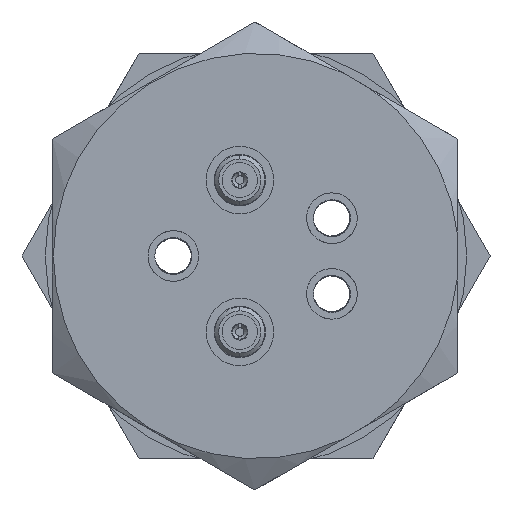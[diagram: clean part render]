
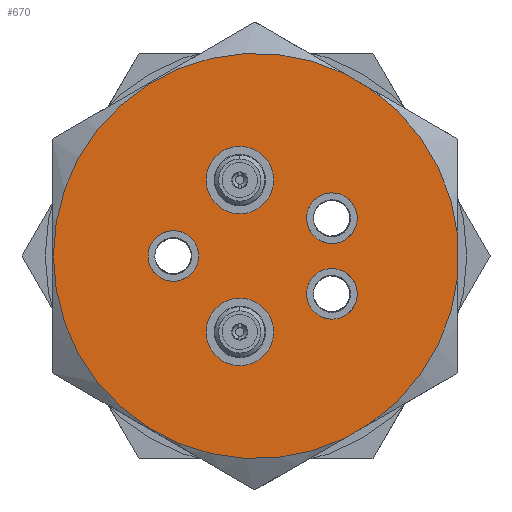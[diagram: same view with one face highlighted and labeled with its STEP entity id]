
A CAD part, left-side view. The second image highlights one B-rep face of the part: STEP entity #670.
In plain terms, the highlighted planar face has unit normal (-1, 0, 0).
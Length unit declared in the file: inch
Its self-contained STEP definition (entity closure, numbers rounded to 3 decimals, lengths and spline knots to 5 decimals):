
#273=LINE('',#4568,#395);
#275=LINE('',#4582,#397);
#276=LINE('',#4594,#398);
#395=VECTOR('',#3555,1.);
#397=VECTOR('',#3559,1.);
#398=VECTOR('',#3562,1.);
#531=PLANE('',#3151);
#670=ADVANCED_FACE('',(#1031,#1032,#1033,#1034,#1035,#1036),#531,.F.);
#939=B_SPLINE_CURVE_WITH_KNOTS('',3,(#4604,#4605,#4606,#4607,#4608,#4609,
#4610,#4611,#4612,#4613,#4614,#4615,#4616,#4617,#4618,#4619,#4620,#4621,
#4622),.UNSPECIFIED.,.T.,.F.,(1,1,2,1,1,1,1,1,1,1,1,1,1,1,1,1,1,1,2,1,1),
(-0.125,-0.0625,0.,0.0625,0.125,0.1875,0.25,0.3125,0.375,0.4375,0.5,0.5625,
0.625,0.6875,0.75,0.8125,0.875,0.9375,1.,1.0625,1.125),.UNSPECIFIED.);
#940=B_SPLINE_CURVE_WITH_KNOTS('',3,(#4624,#4625,#4626,#4627,#4628,#4629,
#4630,#4631,#4632,#4633,#4634,#4635,#4636,#4637,#4638,#4639,#4640,#4641,
#4642),.UNSPECIFIED.,.T.,.F.,(1,1,2,1,1,1,1,1,1,1,1,1,1,1,1,1,1,1,2,1,1),
(-0.125,-0.0625,0.,0.0625,0.125,0.1875,0.25,0.3125,0.375,0.4375,0.5,0.5625,
0.625,0.6875,0.75,0.8125,0.875,0.9375,1.,1.0625,1.125),.UNSPECIFIED.);
#941=B_SPLINE_CURVE_WITH_KNOTS('',3,(#4644,#4645,#4646,#4647,#4648,#4649,
#4650,#4651,#4652,#4653,#4654,#4655,#4656,#4657,#4658,#4659,#4660,#4661,
#4662),.UNSPECIFIED.,.T.,.F.,(1,1,2,1,1,1,1,1,1,1,1,1,1,1,1,1,1,1,2,1,1),
(-0.125,-0.0625,0.,0.0625,0.125,0.1875,0.25,0.3125,0.375,0.4375,0.5,0.5625,
0.625,0.6875,0.75,0.8125,0.875,0.9375,1.,1.0625,1.125),.UNSPECIFIED.);
#1031=FACE_BOUND('',#1163,.T.);
#1032=FACE_BOUND('',#1164,.T.);
#1033=FACE_BOUND('',#1165,.T.);
#1034=FACE_BOUND('',#1166,.T.);
#1035=FACE_BOUND('',#1167,.T.);
#1036=FACE_BOUND('',#1168,.T.);
#1163=EDGE_LOOP('',(#1469,#1470,#1471,#1472,#1473,#1474));
#1164=EDGE_LOOP('',(#1475));
#1165=EDGE_LOOP('',(#1476));
#1166=EDGE_LOOP('',(#1477));
#1167=EDGE_LOOP('',(#1478,#1479));
#1168=EDGE_LOOP('',(#1480,#1481));
#1469=ORIENTED_EDGE('',*,*,#2553,.T.);
#1470=ORIENTED_EDGE('',*,*,#2544,.F.);
#1471=ORIENTED_EDGE('',*,*,#2554,.T.);
#1472=ORIENTED_EDGE('',*,*,#2551,.F.);
#1473=ORIENTED_EDGE('',*,*,#2555,.T.);
#1474=ORIENTED_EDGE('',*,*,#2548,.F.);
#1475=ORIENTED_EDGE('',*,*,#2556,.T.);
#1476=ORIENTED_EDGE('',*,*,#2557,.T.);
#1477=ORIENTED_EDGE('',*,*,#2558,.T.);
#1478=ORIENTED_EDGE('',*,*,#2559,.T.);
#1479=ORIENTED_EDGE('',*,*,#2560,.T.);
#1480=ORIENTED_EDGE('',*,*,#2561,.T.);
#1481=ORIENTED_EDGE('',*,*,#2562,.T.);
#2270=VERTEX_POINT('',#4567);
#2271=VERTEX_POINT('',#4569);
#2273=VERTEX_POINT('',#4581);
#2274=VERTEX_POINT('',#4583);
#2275=VERTEX_POINT('',#4593);
#2276=VERTEX_POINT('',#4595);
#2277=VERTEX_POINT('',#4623);
#2278=VERTEX_POINT('',#4643);
#2279=VERTEX_POINT('',#4663);
#2280=VERTEX_POINT('',#4665);
#2281=VERTEX_POINT('',#4666);
#2282=VERTEX_POINT('',#4669);
#2283=VERTEX_POINT('',#4670);
#2544=EDGE_CURVE('',#2270,#2271,#273,.T.);
#2548=EDGE_CURVE('',#2273,#2274,#275,.T.);
#2551=EDGE_CURVE('',#2275,#2276,#276,.T.);
#2553=EDGE_CURVE('',#2273,#2271,#2943,.T.);
#2554=EDGE_CURVE('',#2270,#2276,#2944,.T.);
#2555=EDGE_CURVE('',#2275,#2274,#2945,.T.);
#2556=EDGE_CURVE('',#2277,#2277,#939,.T.);
#2557=EDGE_CURVE('',#2278,#2278,#940,.T.);
#2558=EDGE_CURVE('',#2279,#2279,#941,.T.);
#2559=EDGE_CURVE('',#2280,#2281,#2946,.T.);
#2560=EDGE_CURVE('',#2281,#2280,#2947,.T.);
#2561=EDGE_CURVE('',#2282,#2283,#2948,.T.);
#2562=EDGE_CURVE('',#2283,#2282,#2949,.T.);
#2943=CIRCLE('',#3144,0.75);
#2944=CIRCLE('',#3145,0.75);
#2945=CIRCLE('',#3146,0.75);
#2946=CIRCLE('',#3147,0.125);
#2947=CIRCLE('',#3148,0.125);
#2948=CIRCLE('',#3149,0.125);
#2949=CIRCLE('',#3150,0.125);
#3144=AXIS2_PLACEMENT_3D('',#4601,#3565,#3566);
#3145=AXIS2_PLACEMENT_3D('',#4602,#3567,#3568);
#3146=AXIS2_PLACEMENT_3D('',#4603,#3569,#3570);
#3147=AXIS2_PLACEMENT_3D('',#4664,#3571,#3572);
#3148=AXIS2_PLACEMENT_3D('',#4667,#3573,#3574);
#3149=AXIS2_PLACEMENT_3D('',#4668,#3575,#3576);
#3150=AXIS2_PLACEMENT_3D('',#4671,#3577,#3578);
#3151=AXIS2_PLACEMENT_3D('',#4672,#3579,#3580);
#3555=DIRECTION('',(0.,0.,-1.));
#3559=DIRECTION('',(0.,0.866,-0.5));
#3562=DIRECTION('',(0.,-0.866,-0.5));
#3565=DIRECTION('',(-1.,0.,0.));
#3566=DIRECTION('',(0.,0.,1.));
#3567=DIRECTION('',(-1.,0.,0.));
#3568=DIRECTION('',(0.,0.,1.));
#3569=DIRECTION('',(-1.,0.,0.));
#3570=DIRECTION('',(0.,0.,1.));
#3571=DIRECTION('',(1.,0.,0.));
#3572=DIRECTION('',(0.,0.,1.));
#3573=DIRECTION('',(1.,0.,0.));
#3574=DIRECTION('',(0.,0.,1.));
#3575=DIRECTION('',(1.,0.,0.));
#3576=DIRECTION('',(0.,0.,1.));
#3577=DIRECTION('',(1.,0.,0.));
#3578=DIRECTION('',(0.,0.,1.));
#3579=DIRECTION('',(1.,0.,0.));
#3580=DIRECTION('',(0.,0.,-1.));
#4567=CARTESIAN_POINT('',(-0.38,-0.74598,0.07757));
#4568=CARTESIAN_POINT('',(-0.38,-0.74598,0.433));
#4569=CARTESIAN_POINT('',(-0.38,-0.74598,-0.07757));
#4581=CARTESIAN_POINT('',(-0.38,-0.42165,-0.62025));
#4582=CARTESIAN_POINT('',(-0.38,-0.74598,-0.433));
#4583=CARTESIAN_POINT('',(-0.38,-0.32633,-0.67529));
#4593=CARTESIAN_POINT('',(-0.38,-0.32633,0.67529));
#4594=CARTESIAN_POINT('',(-0.38,0.004,0.866));
#4595=CARTESIAN_POINT('',(-0.38,-0.42165,0.62025));
#4601=CARTESIAN_POINT('',(-0.38,0.,0.));
#4602=CARTESIAN_POINT('',(-0.38,0.,0.));
#4603=CARTESIAN_POINT('',(-0.38,0.,0.));
#4604=CARTESIAN_POINT('',(-0.38,-0.18747,-0.15014));
#4605=CARTESIAN_POINT('',(-0.38,-0.18745,-0.12985));
#4606=CARTESIAN_POINT('',(-0.38,-0.19084,-0.10761));
#4607=CARTESIAN_POINT('',(-0.38,-0.21081,-0.07388));
#4608=CARTESIAN_POINT('',(-0.38,-0.24545,-0.05025));
#4609=CARTESIAN_POINT('',(-0.38,-0.28552,-0.04401));
#4610=CARTESIAN_POINT('',(-0.38,-0.32003,-0.05313));
#4611=CARTESIAN_POINT('',(-0.38,-0.34536,-0.06953));
#4612=CARTESIAN_POINT('',(-0.38,-0.36837,-0.09963));
#4613=CARTESIAN_POINT('',(-0.38,-0.37755,-0.14002));
#4614=CARTESIAN_POINT('',(-0.38,-0.3684,-0.18033));
#4615=CARTESIAN_POINT('',(-0.38,-0.34539,-0.21047));
#4616=CARTESIAN_POINT('',(-0.38,-0.31996,-0.22691));
#4617=CARTESIAN_POINT('',(-0.38,-0.28552,-0.23599));
#4618=CARTESIAN_POINT('',(-0.38,-0.24552,-0.22971));
#4619=CARTESIAN_POINT('',(-0.38,-0.21081,-0.20615));
#4620=CARTESIAN_POINT('',(-0.38,-0.19081,-0.17243));
#4621=CARTESIAN_POINT('',(-0.38,-0.18747,-0.15014));
#4622=CARTESIAN_POINT('',(-0.38,-0.18745,-0.12985));
#4623=CARTESIAN_POINT('',(-0.38,-0.18746,-0.14));
#4624=CARTESIAN_POINT('',(-0.38,0.39953,-0.01014));
#4625=CARTESIAN_POINT('',(-0.38,0.39955,0.01015));
#4626=CARTESIAN_POINT('',(-0.38,0.39616,0.03239));
#4627=CARTESIAN_POINT('',(-0.38,0.37619,0.06612));
#4628=CARTESIAN_POINT('',(-0.38,0.34155,0.08975));
#4629=CARTESIAN_POINT('',(-0.38,0.30148,0.09599));
#4630=CARTESIAN_POINT('',(-0.38,0.26697,0.08687));
#4631=CARTESIAN_POINT('',(-0.38,0.24164,0.07047));
#4632=CARTESIAN_POINT('',(-0.38,0.21863,0.04037));
#4633=CARTESIAN_POINT('',(-0.38,0.20945,-0.00002));
#4634=CARTESIAN_POINT('',(-0.38,0.2186,-0.04033));
#4635=CARTESIAN_POINT('',(-0.38,0.24161,-0.07047));
#4636=CARTESIAN_POINT('',(-0.38,0.26704,-0.08691));
#4637=CARTESIAN_POINT('',(-0.38,0.30148,-0.09599));
#4638=CARTESIAN_POINT('',(-0.38,0.34148,-0.08971));
#4639=CARTESIAN_POINT('',(-0.38,0.37619,-0.06615));
#4640=CARTESIAN_POINT('',(-0.38,0.39619,-0.03243));
#4641=CARTESIAN_POINT('',(-0.38,0.39953,-0.01014));
#4642=CARTESIAN_POINT('',(-0.38,0.39955,0.01015));
#4643=CARTESIAN_POINT('',(-0.38,0.39954,0.));
#4644=CARTESIAN_POINT('',(-0.38,-0.18747,0.12986));
#4645=CARTESIAN_POINT('',(-0.38,-0.18745,0.15015));
#4646=CARTESIAN_POINT('',(-0.38,-0.19084,0.17239));
#4647=CARTESIAN_POINT('',(-0.38,-0.21081,0.20612));
#4648=CARTESIAN_POINT('',(-0.38,-0.24545,0.22975));
#4649=CARTESIAN_POINT('',(-0.38,-0.28552,0.23599));
#4650=CARTESIAN_POINT('',(-0.38,-0.32003,0.22687));
#4651=CARTESIAN_POINT('',(-0.38,-0.34536,0.21047));
#4652=CARTESIAN_POINT('',(-0.38,-0.36837,0.18037));
#4653=CARTESIAN_POINT('',(-0.38,-0.37755,0.13998));
#4654=CARTESIAN_POINT('',(-0.38,-0.3684,0.09967));
#4655=CARTESIAN_POINT('',(-0.38,-0.34539,0.06953));
#4656=CARTESIAN_POINT('',(-0.38,-0.31996,0.05309));
#4657=CARTESIAN_POINT('',(-0.38,-0.28552,0.04401));
#4658=CARTESIAN_POINT('',(-0.38,-0.24552,0.05029));
#4659=CARTESIAN_POINT('',(-0.38,-0.21081,0.07385));
#4660=CARTESIAN_POINT('',(-0.38,-0.19081,0.10757));
#4661=CARTESIAN_POINT('',(-0.38,-0.18747,0.12986));
#4662=CARTESIAN_POINT('',(-0.38,-0.18745,0.15015));
#4663=CARTESIAN_POINT('',(-0.38,-0.18746,0.14));
#4664=CARTESIAN_POINT('',(-0.38,0.06,-0.281));
#4665=CARTESIAN_POINT('',(-0.38,0.06,-0.406));
#4666=CARTESIAN_POINT('',(-0.38,0.06,-0.156));
#4667=CARTESIAN_POINT('',(-0.38,0.06,-0.281));
#4668=CARTESIAN_POINT('',(-0.38,0.06,0.281));
#4669=CARTESIAN_POINT('',(-0.38,0.06011,0.406));
#4670=CARTESIAN_POINT('',(-0.38,0.05989,0.156));
#4671=CARTESIAN_POINT('',(-0.38,0.06,0.281));
#4672=CARTESIAN_POINT('',(-0.38,0.75,0.));
